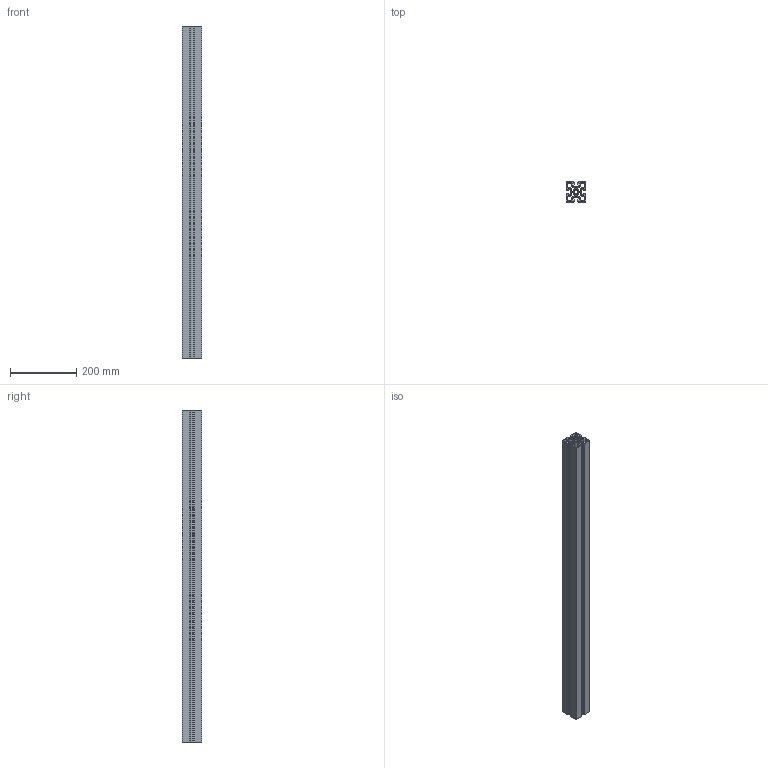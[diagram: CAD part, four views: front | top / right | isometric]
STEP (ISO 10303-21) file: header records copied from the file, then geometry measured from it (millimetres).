
FILE_DESCRIPTION (( 'STEP AP214' ), '1' );
FILE_NAME ('766 Ïðîôèëü êîíñòðóêöèîííûé 60õ60, 4 ïàçà.STEP', '2023-09-29T06:30:29', ( '' ), ( '' ), 'SwSTEP 2.0', 'SolidWorks 2022', '' );
FILE_SCHEMA (( 'AUTOMOTIVE_DESIGN' ));
Length unit declared in the file: millimetre
Products named in the file (1): 766 Профиль конструкционный 60х60, 4 паза
Bounding box: 60 x 60 x 1000 mm (x, y, z)
Volume: 1374647.3 mm3; surface area: 815744 mm2
Topology: 1 solids, 1 shells, 177 faces, 525 edges, 350 vertices
Faces by surface type: cylinder 103, plane 74
Entity records: 6059 total; most frequent: DIRECTION 1087, CARTESIAN_POINT 1053, ORIENTED_EDGE 1050, EDGE_CURVE 525, AXIS2_PLACEMENT_3D 384, VERTEX_POINT 350, VECTOR 319, LINE 319
